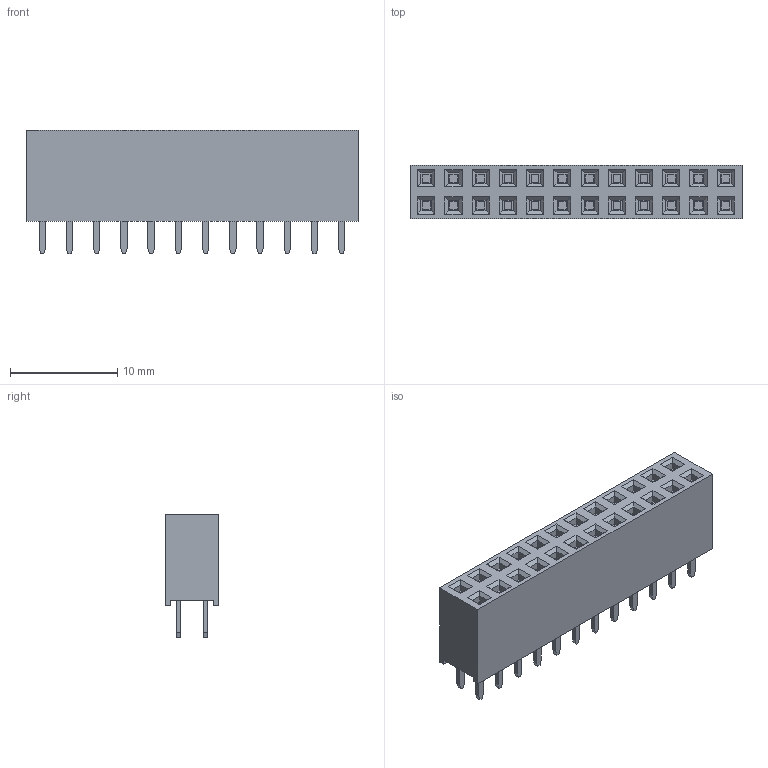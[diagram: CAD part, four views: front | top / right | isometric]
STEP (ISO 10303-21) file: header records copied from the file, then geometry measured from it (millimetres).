
FILE_DESCRIPTION(/* description */ (''),/* implementation_level */ '2;1');
FILE_NAME(/* name */ '24-Pin Header - Female - Double - 2.54mm.step',/* time_stamp */ '2021-04-21T15:55:14+02:00',/* author */ (''),/* organization */ (''),/* preprocessor_version */ 'ST-DEVELOPER v18.1',/* originating_system */ 'Autodesk Translation Framework v10.6.0.1341',/* authorisation */ '');
FILE_SCHEMA (('AUTOMOTIVE_DESIGN { 1 0 10303 214 3 1 1 }'));
Length unit declared in the file: millimetre
Products named in the file (3): Pin Header - Double - Female - 2.54mm; 24-Pin-Header-Female-Double-2.54mm; Komponente17
Assembly tree (2 placements, depth 3):
  Pin Header - Double - Female - 2.54mm
    24-Pin-Header-Female-Double-2.54mm
      Komponente17
Bounding box: 30.98 x 5 x 11.5 mm (x, y, z)
Volume: 1154.7 mm3; surface area: 2661.4 mm2
Topology: 1 solids, 1 shells, 706 faces, 1800 edges, 1168 vertices
Faces by surface type: plane 706
Entity records: 21135 total; most frequent: CARTESIAN_POINT 3679, ORIENTED_EDGE 3600, DIRECTION 3222, LINE 1800, VECTOR 1800, EDGE_CURVE 1800, VERTEX_POINT 1168, EDGE_LOOP 778
